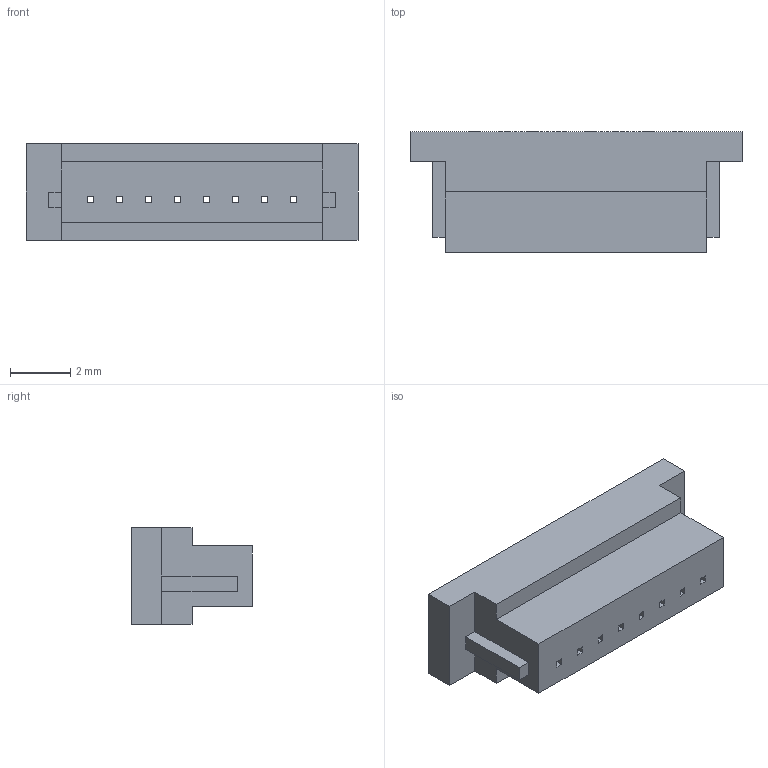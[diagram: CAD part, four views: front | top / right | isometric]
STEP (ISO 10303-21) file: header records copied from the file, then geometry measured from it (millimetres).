
FILE_DESCRIPTION((''),'2;1');
FILE_NAME('KONEKTOR','2022-02-19T21:11:12',('BenoVidla'),(''),'CREO PARAMETRIC BY PTC INC, 2021063','CREO PARAMETRIC BY PTC INC, 2021063','');
FILE_SCHEMA(('AP242_MANAGED_MODEL_BASED_3D_ENGINEERING_MIM_LF { 1 0 10303 442 1 1 4 }'));
Length unit declared in the file: millimetre
Products named in the file (1): KONEKTOR
Bounding box: 11 x 4 x 3.21 mm (x, y, z)
Volume: 91.4 mm3; surface area: 232.7 mm2
Topology: 1 solids, 1 shells, 94 faces, 253 edges, 186 vertices
Faces by surface type: plane 94
Entity records: 3728 total; most frequent: CARTESIAN_POINT 544, ORIENTED_EDGE 504, DIRECTION 463, VECTOR 253, LINE 253, EDGE_CURVE 252, VERTEX_POINT 168, EDGE_LOOP 118
